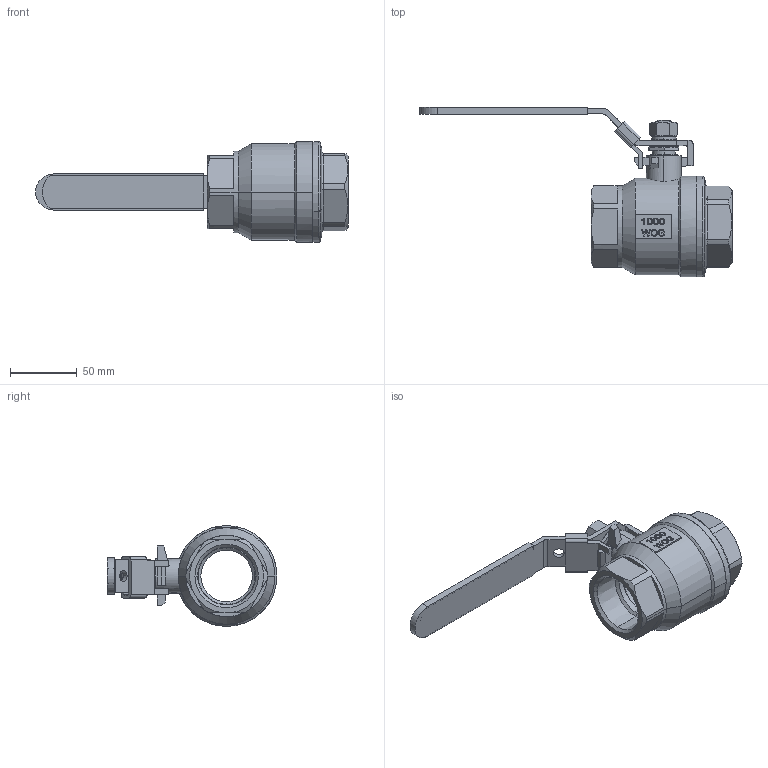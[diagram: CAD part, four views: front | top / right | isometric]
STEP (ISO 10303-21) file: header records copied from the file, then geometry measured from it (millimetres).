
FILE_DESCRIPTION (( 'STEP AP203' ), '1' );
FILE_NAME ('MV-25 DN40.STEP', '2023-02-11T01:37:55', ( '' ), ( '' ), 'SwSTEP 2.0', 'SolidWorks 2012', '' );
FILE_SCHEMA (( 'CONFIG_CONTROL_DESIGN' ));
Length unit declared in the file: millimetre
Products named in the file (16): MV-25 Spring washer DN40; MV-25  DN40; MV-25 STEM PACKING1 DN40; MV-25 Thrust Washer DN40; MV-25 Plastic Cover DN40; MV-25 STEM PACKING2 DN40; MV-25 Nut M12 DN40; MV-25 Lock Device DN40; MV-25 HANDLE DN40; MV-25 GLAND NUT DN40; MV-25 BODY GASKET DN40; MV-25 BALL SEAT  DN40; MV-25 STEM DN40; MV-25 BALL DN40; MV-25 CAP DN40; MV-25 BODY DN40
Assembly tree (16 placements, depth 2):
  MV-25  DN40
    MV-25 BODY DN40
    MV-25 CAP DN40
    MV-25 BALL DN40
    MV-25 STEM DN40
    MV-25 BODY GASKET DN40
    MV-25 BALL SEAT  DN40  x2
    MV-25 GLAND NUT DN40
    MV-25 HANDLE DN40
    MV-25 Lock Device DN40
    MV-25 Nut M12 DN40
    MV-25 Plastic Cover DN40
    MV-25 STEM PACKING1 DN40
    MV-25 STEM PACKING2 DN40
    MV-25 Thrust Washer DN40
    MV-25 Spring washer DN40
Bounding box: 234.47 x 127.45 x 75.5 mm (x, y, z)
Volume: 258167.8 mm3; surface area: 121930 mm2
Topology: 16 solids, 16 shells, 604 faces, 1523 edges, 999 vertices
Faces by surface type: plane 263, cylinder 119, bspline 115, cone 91, torus 14, sphere 2
Entity records: 28085 total; most frequent: CARTESIAN_POINT 12840, ORIENTED_EDGE 2970, DIRECTION 2476, EDGE_CURVE 1485, VERTEX_POINT 979, AXIS2_PLACEMENT_3D 856, VECTOR 764, LINE 764
